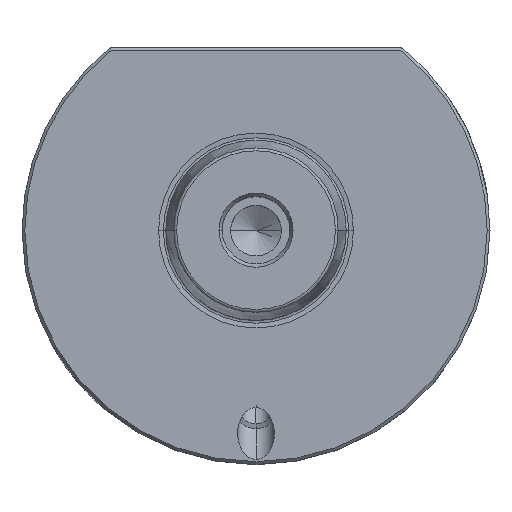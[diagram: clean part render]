
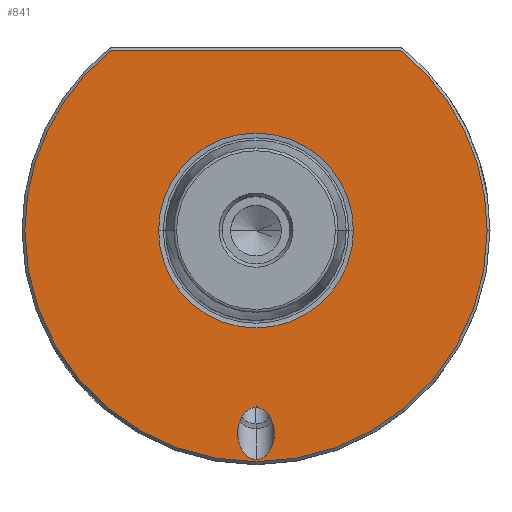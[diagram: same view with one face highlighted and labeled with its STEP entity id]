
A CAD part, top view. The second image highlights one B-rep face of the part: STEP entity #841.
In plain terms, the highlighted planar face has unit normal (0, 0, 1).
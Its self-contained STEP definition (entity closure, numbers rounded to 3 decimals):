
#29 = CARTESIAN_POINT ( 'NONE',  ( 17.281, 0., 22. ) ) ;
#68 = VERTEX_POINT ( 'NONE', #5415 ) ;
#154 = CARTESIAN_POINT ( 'NONE',  ( 0., 0., 22. ) ) ;
#187 = CIRCLE ( 'NONE', #354, 41. ) ;
#228 = CARTESIAN_POINT ( 'NONE',  ( 0., 0., 22. ) ) ;
#276 = EDGE_LOOP ( 'NONE', ( #3860, #3826, #3695, #532 ) ) ;
#354 = AXIS2_PLACEMENT_3D ( 'NONE', #3580, #3563, #3545 ) ;
#415 = DIRECTION ( 'NONE',  ( 0., 0., 1. ) ) ;
#442 = FACE_OUTER_BOUND ( 'NONE', #276, .T. ) ;
#532 = ORIENTED_EDGE ( 'NONE', *, *, #2034, .T. ) ;
#559 = PLANE ( 'NONE',  #3571 ) ;
#572 = CARTESIAN_POINT ( 'NONE',  ( 6.5, -40.596, 22. ) ) ;
#575 = VERTEX_POINT ( 'NONE', #4617 ) ;
#601 = VERTEX_POINT ( 'NONE', #4446 ) ;
#614 = ORIENTED_EDGE ( 'NONE', *, *, #2277, .T. ) ;
#628 = VERTEX_POINT ( 'NONE', #2706 ) ;
#705 =( BOUNDED_CURVE ( )  B_SPLINE_CURVE ( 3, ( #1895, #5208, #1799, #1762 ),
 .UNSPECIFIED., .F., .F. ) 
 B_SPLINE_CURVE_WITH_KNOTS ( ( 4, 4 ),
 ( 0., 3.142 ),
 .UNSPECIFIED. ) 
 CURVE ( )  GEOMETRIC_REPRESENTATION_ITEM ( )  RATIONAL_B_SPLINE_CURVE ( ( 1., 0.333, 0.333, 1. ) ) 
 REPRESENTATION_ITEM ( '' )  );
#841 = ADVANCED_FACE ( 'NONE', ( #1542, #3957, #442 ), #559, .F. ) ;
#875 = DIRECTION ( 'NONE',  ( -1., 0., 0. ) ) ;
#975 = DIRECTION ( 'NONE',  ( 0., 0., -1. ) ) ;
#977 = CARTESIAN_POINT ( 'NONE',  ( 0., -40.596, 22. ) ) ;
#1046 = DIRECTION ( 'NONE',  ( 1., 0., 0. ) ) ;
#1065 = DIRECTION ( 'NONE',  ( 0., 0., 1. ) ) ;
#1234 = CARTESIAN_POINT ( 'NONE',  ( -17.281, 0., 22. ) ) ;
#1297 = CARTESIAN_POINT ( 'NONE',  ( 0., 0., 22. ) ) ;
#1410 = CARTESIAN_POINT ( 'NONE',  ( 0., 41., 22. ) ) ;
#1530 = ORIENTED_EDGE ( 'NONE', *, *, #5393, .T. ) ;
#1542 = FACE_BOUND ( 'NONE', #4223, .T. ) ;
#1597 = CARTESIAN_POINT ( 'NONE',  ( 6.5, -31.404, 22. ) ) ;
#1762 = CARTESIAN_POINT ( 'NONE',  ( 0., -31.404, 22. ) ) ;
#1799 = CARTESIAN_POINT ( 'NONE',  ( -6.5, -31.404, 22. ) ) ;
#1895 = CARTESIAN_POINT ( 'NONE',  ( 0., -40.596, 22. ) ) ;
#1898 = DIRECTION ( 'NONE',  ( -1., 0., 0. ) ) ;
#1973 = ORIENTED_EDGE ( 'NONE', *, *, #2237, .F. ) ;
#2034 = EDGE_CURVE ( 'NONE', #68, #601, #3155, .T. ) ;
#2081 = CIRCLE ( 'NONE', #3899, 17.281 ) ;
#2201 = EDGE_CURVE ( 'NONE', #601, #3632, #5355, .T. ) ;
#2237 = EDGE_CURVE ( 'NONE', #5396, #3477, #2081, .T. ) ;
#2277 = EDGE_CURVE ( 'NONE', #3830, #628, #3742, .T. ) ;
#2282 = AXIS2_PLACEMENT_3D ( 'NONE', #1297, #1065, #1046 ) ;
#2706 = CARTESIAN_POINT ( 'NONE',  ( 0., -40.596, 22. ) ) ;
#2841 = CARTESIAN_POINT ( 'NONE',  ( 0., 0., 22. ) ) ;
#2972 = DIRECTION ( 'NONE',  ( 0., 0., 1. ) ) ;
#3029 = CARTESIAN_POINT ( 'NONE',  ( 0., -31.404, 22. ) ) ;
#3155 = LINE ( 'NONE', #5425, #4175 ) ;
#3340 = CIRCLE ( 'NONE', #4547, 41. ) ;
#3477 = VERTEX_POINT ( 'NONE', #1234 ) ;
#3545 = DIRECTION ( 'NONE',  ( 1., 0., 0. ) ) ;
#3563 = DIRECTION ( 'NONE',  ( 0., 0., 1. ) ) ;
#3571 = AXIS2_PLACEMENT_3D ( 'NONE', #1410, #975, #875 ) ;
#3580 = CARTESIAN_POINT ( 'NONE',  ( 0., 0., 22. ) ) ;
#3632 = VERTEX_POINT ( 'NONE', #4559 ) ;
#3674 = DIRECTION ( 'NONE',  ( 1., 0., 0. ) ) ;
#3695 = ORIENTED_EDGE ( 'NONE', *, *, #5253, .T. ) ;
#3742 =( BOUNDED_CURVE ( )  B_SPLINE_CURVE ( 3, ( #4156, #1597, #572, #977 ),
 .UNSPECIFIED., .F., .T. ) 
 B_SPLINE_CURVE_WITH_KNOTS ( ( 4, 4 ),
 ( 3.142, 6.283 ),
 .UNSPECIFIED. ) 
 CURVE ( )  GEOMETRIC_REPRESENTATION_ITEM ( )  RATIONAL_B_SPLINE_CURVE ( ( 1., 0.333, 0.333, 1. ) ) 
 REPRESENTATION_ITEM ( '' )  );
#3747 = DIRECTION ( 'NONE',  ( 0., 0., 1. ) ) ;
#3826 = ORIENTED_EDGE ( 'NONE', *, *, #4918, .T. ) ;
#3830 = VERTEX_POINT ( 'NONE', #3029 ) ;
#3860 = ORIENTED_EDGE ( 'NONE', *, *, #2201, .T. ) ;
#3899 = AXIS2_PLACEMENT_3D ( 'NONE', #228, #415, #5295 ) ;
#3957 = FACE_BOUND ( 'NONE', #5464, .T. ) ;
#4035 = AXIS2_PLACEMENT_3D ( 'NONE', #2841, #3747, #3674 ) ;
#4156 = CARTESIAN_POINT ( 'NONE',  ( 0., -31.404, 22. ) ) ;
#4175 = VECTOR ( 'NONE', #1898, 1000. ) ;
#4223 = EDGE_LOOP ( 'NONE', ( #1530, #614 ) ) ;
#4446 = CARTESIAN_POINT ( 'NONE',  ( -25.632, 32., 22. ) ) ;
#4547 = AXIS2_PLACEMENT_3D ( 'NONE', #154, #2972, #5287 ) ;
#4559 = CARTESIAN_POINT ( 'NONE',  ( -41., 0., 22. ) ) ;
#4617 = CARTESIAN_POINT ( 'NONE',  ( 41., 0., 22. ) ) ;
#4687 = CIRCLE ( 'NONE', #2282, 17.281 ) ;
#4797 = ORIENTED_EDGE ( 'NONE', *, *, #5408, .F. ) ;
#4918 = EDGE_CURVE ( 'NONE', #3632, #575, #187, .T. ) ;
#5208 = CARTESIAN_POINT ( 'NONE',  ( -6.5, -40.596, 22. ) ) ;
#5253 = EDGE_CURVE ( 'NONE', #575, #68, #3340, .T. ) ;
#5287 = DIRECTION ( 'NONE',  ( 1., 0., 0. ) ) ;
#5295 = DIRECTION ( 'NONE',  ( 1., 0., 0. ) ) ;
#5355 = CIRCLE ( 'NONE', #4035, 41. ) ;
#5393 = EDGE_CURVE ( 'NONE', #628, #3830, #705, .T. ) ;
#5396 = VERTEX_POINT ( 'NONE', #29 ) ;
#5408 = EDGE_CURVE ( 'NONE', #3477, #5396, #4687, .T. ) ;
#5415 = CARTESIAN_POINT ( 'NONE',  ( 25.632, 32., 22. ) ) ;
#5425 = CARTESIAN_POINT ( 'NONE',  ( -24.995, 32., 22. ) ) ;
#5464 = EDGE_LOOP ( 'NONE', ( #1973, #4797 ) ) ;
